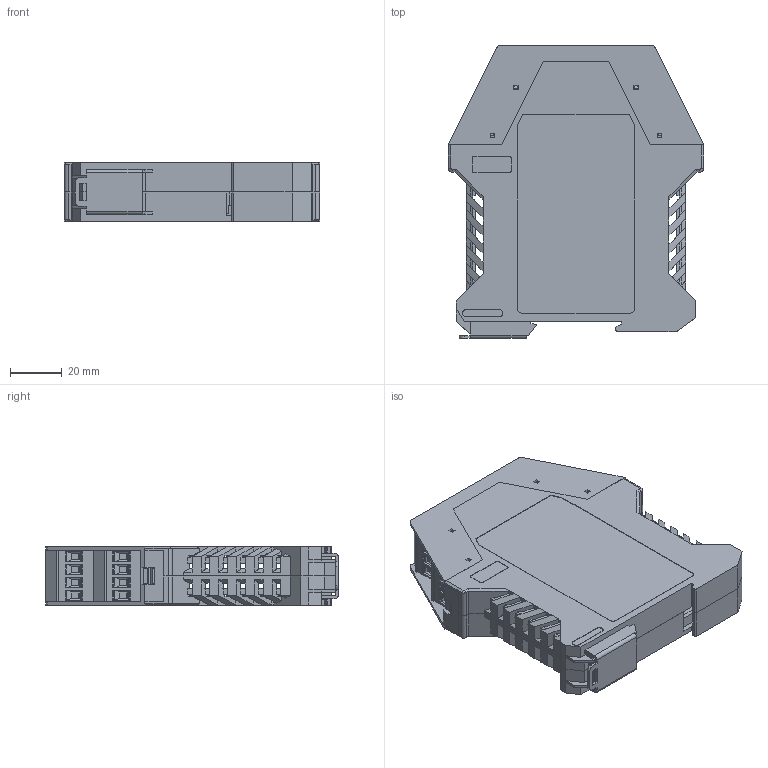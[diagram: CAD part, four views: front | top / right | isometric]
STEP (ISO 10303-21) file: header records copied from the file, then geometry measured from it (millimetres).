
FILE_DESCRIPTION (( 'STEP AP203' ), '1' );
FILE_NAME ('280-Viper-22 (STEP format).STEP', '2017-06-05T08:23:32', ( '' ), ( '' ), 'SwSTEP 2.0', 'SolidWorks 2015', '' );
FILE_SCHEMA (( 'CONFIG_CONTROL_DESIGN' ));
Length unit declared in the file: millimetre
Products named in the file (1): 280-Viper-22 (STEP format)
Bounding box: 99 x 113.6 x 22.6 mm (x, y, z)
Volume: 64707.4 mm3; surface area: 69277.8 mm2
Topology: 10 solids, 10 shells, 1899 faces, 5476 edges, 3556 vertices
Faces by surface type: plane 1607, cylinder 280, bspline 8, cone 4
Entity records: 61769 total; most frequent: CARTESIAN_POINT 11106, ORIENTED_EDGE 10952, DIRECTION 9930, EDGE_CURVE 5476, LINE 4770, VECTOR 4770, VERTEX_POINT 3556, AXIS2_PLACEMENT_3D 2580
